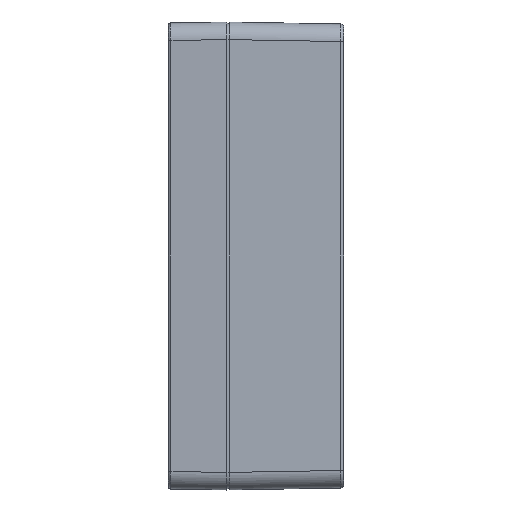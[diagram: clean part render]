
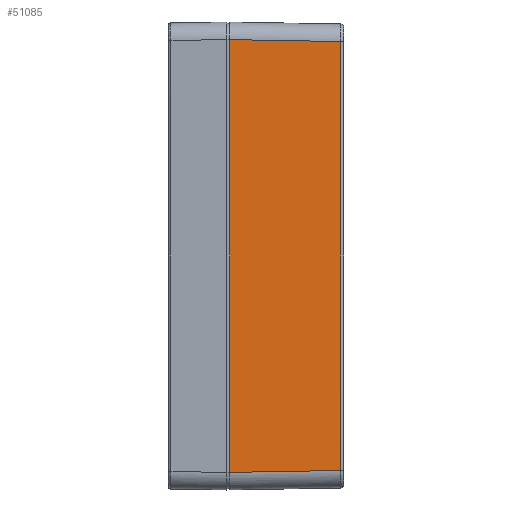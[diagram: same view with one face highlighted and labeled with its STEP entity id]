
A CAD part, left-side view. The second image highlights one B-rep face of the part: STEP entity #51085.
In plain terms, the highlighted planar face has unit normal (-1, -0.018, 0).
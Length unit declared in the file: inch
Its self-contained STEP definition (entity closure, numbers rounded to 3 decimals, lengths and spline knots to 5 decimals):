
#4791 = EDGE_LOOP ( 'NONE', ( #57685, #87238, #42978, #56150 ) ) ;
#8827 = DIRECTION ( 'NONE',  ( 0., 0., -1. ) ) ;
#13317 = AXIS2_PLACEMENT_3D ( 'NONE', #66542, #27625, #67593 ) ;
#18509 = EDGE_CURVE ( 'NONE', #52816, #36341, #100330, .T. ) ;
#24495 = CARTESIAN_POINT ( 'NONE',  ( -4.6976, -1.53612, -2.88661 ) ) ;
#26552 = VECTOR ( 'NONE', #77897, 39.37008 ) ;
#26666 = CARTESIAN_POINT ( 'NONE',  ( -4.6976, -1.53612, -1.5748 ) ) ;
#27625 = DIRECTION ( 'NONE',  ( -1., -0.017, 0. ) ) ;
#36341 = VERTEX_POINT ( 'NONE', #63700 ) ;
#42474 = DIRECTION ( 'NONE',  ( 0., 0., -1. ) ) ;
#42978 = ORIENTED_EDGE ( 'NONE', *, *, #76802, .T. ) ;
#48549 = VECTOR ( 'NONE', #42474, 39.37008 ) ;
#50356 = EDGE_CURVE ( 'NONE', #36341, #77108, #90241, .T. ) ;
#51085 = ADVANCED_FACE ( 'NONE', ( #51802 ), #68608, .T. ) ;
#51802 = FACE_OUTER_BOUND ( 'NONE', #4791, .T. ) ;
#52816 = VERTEX_POINT ( 'NONE', #58707 ) ;
#53564 = DIRECTION ( 'NONE',  ( 0.017, -1., -0.017 ) ) ;
#56150 = ORIENTED_EDGE ( 'NONE', *, *, #77849, .T. ) ;
#57685 = ORIENTED_EDGE ( 'NONE', *, *, #50356, .F. ) ;
#58707 = CARTESIAN_POINT ( 'NONE',  ( -4.72372, -0.03937, 2.91273 ) ) ;
#59906 = CARTESIAN_POINT ( 'NONE',  ( -4.72352, -0.05082, 2.91253 ) ) ;
#63700 = CARTESIAN_POINT ( 'NONE',  ( -4.6976, -1.53612, 2.88661 ) ) ;
#64606 = LINE ( 'NONE', #103982, #88414 ) ;
#66542 = CARTESIAN_POINT ( 'NONE',  ( -4.72441, 0., -3.14961 ) ) ;
#67593 = DIRECTION ( 'NONE',  ( 0.017, -1., 0. ) ) ;
#68608 = PLANE ( 'NONE',  #13317 ) ;
#70024 = LINE ( 'NONE', #77389, #26552 ) ;
#71694 = VERTEX_POINT ( 'NONE', #85757 ) ;
#76802 = EDGE_CURVE ( 'NONE', #52816, #71694, #64606, .T. ) ;
#77108 = VERTEX_POINT ( 'NONE', #24495 ) ;
#77389 = CARTESIAN_POINT ( 'NONE',  ( -4.72372, -0.03937, -2.91273 ) ) ;
#77849 = EDGE_CURVE ( 'NONE', #71694, #77108, #70024, .T. ) ;
#77897 = DIRECTION ( 'NONE',  ( 0.017, -1., 0.017 ) ) ;
#85757 = CARTESIAN_POINT ( 'NONE',  ( -4.72372, -0.03937, -2.91273 ) ) ;
#86716 = VECTOR ( 'NONE', #53564, 39.37008 ) ;
#87238 = ORIENTED_EDGE ( 'NONE', *, *, #18509, .F. ) ;
#88414 = VECTOR ( 'NONE', #8827, 39.37008 ) ;
#90241 = LINE ( 'NONE', #26666, #48549 ) ;
#100330 = LINE ( 'NONE', #59906, #86716 ) ;
#103982 = CARTESIAN_POINT ( 'NONE',  ( -4.72372, -0.03937, -3.14961 ) ) ;
